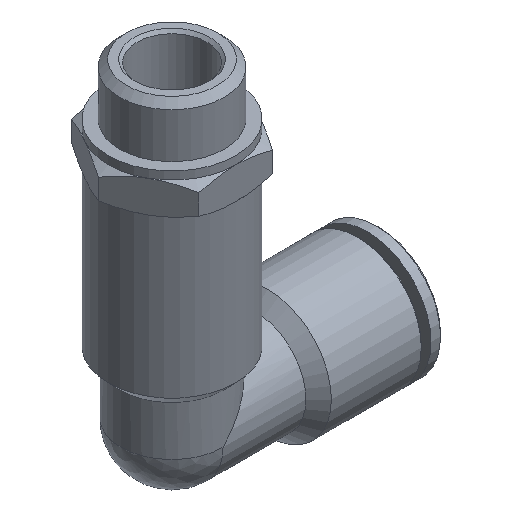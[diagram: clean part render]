
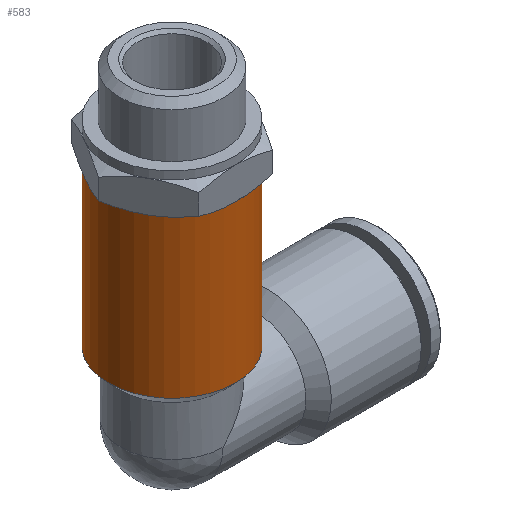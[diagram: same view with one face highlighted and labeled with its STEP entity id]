
A CAD part, isometric view. The second image highlights one B-rep face of the part: STEP entity #583.
In plain terms, the highlighted cylindrical face has radius 8 mm (diameter 16 mm), a full revolution.
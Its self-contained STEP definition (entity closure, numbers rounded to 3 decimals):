
#188=ORIENTED_EDGE('',*,*,#292,.F.);
#189=ORIENTED_EDGE('',*,*,#291,.F.);
#190=ORIENTED_EDGE('',*,*,#290,.F.);
#191=ORIENTED_EDGE('',*,*,#295,.F.);
#192=ORIENTED_EDGE('',*,*,#294,.F.);
#193=ORIENTED_EDGE('',*,*,#293,.F.);
#194=ORIENTED_EDGE('',*,*,#247,.T.);
#247=EDGE_CURVE('',#320,#320,#369,.T.);
#290=EDGE_CURVE('',#349,#348,#381,.T.);
#291=EDGE_CURVE('',#348,#346,#382,.T.);
#292=EDGE_CURVE('',#346,#344,#383,.T.);
#293=EDGE_CURVE('',#344,#342,#384,.T.);
#294=EDGE_CURVE('',#342,#340,#385,.T.);
#295=EDGE_CURVE('',#340,#349,#386,.T.);
#320=VERTEX_POINT('',#908);
#340=VERTEX_POINT('',#1010);
#342=VERTEX_POINT('',#1022);
#344=VERTEX_POINT('',#1034);
#346=VERTEX_POINT('',#1046);
#348=VERTEX_POINT('',#1058);
#349=VERTEX_POINT('',#1068);
#369=CIRCLE('',#627,8.);
#381=CIRCLE('',#657,8.);
#382=CIRCLE('',#659,8.);
#383=CIRCLE('',#661,8.);
#384=CIRCLE('',#663,8.);
#385=CIRCLE('',#665,8.);
#386=CIRCLE('',#667,8.);
#436=EDGE_LOOP('',(#188,#189,#190,#191,#192,#193));
#437=EDGE_LOOP('',(#194));
#507=FACE_BOUND('',#436,.T.);
#508=FACE_BOUND('',#437,.T.);
#550=CYLINDRICAL_SURFACE('',#666,8.);
#583=ADVANCED_FACE('',(#507,#508),#550,.T.);
#627=AXIS2_PLACEMENT_3D('',#907,#727,#728);
#657=AXIS2_PLACEMENT_3D('',#1074,#793,#794);
#659=AXIS2_PLACEMENT_3D('',#1076,#797,#798);
#661=AXIS2_PLACEMENT_3D('',#1078,#801,#802);
#663=AXIS2_PLACEMENT_3D('',#1080,#805,#806);
#665=AXIS2_PLACEMENT_3D('',#1082,#809,#810);
#666=AXIS2_PLACEMENT_3D('',#1083,#811,#812);
#667=AXIS2_PLACEMENT_3D('',#1084,#813,#814);
#727=DIRECTION('',(0.,0.,1.));
#728=DIRECTION('',(1.,0.,0.));
#793=DIRECTION('',(0.,0.,1.));
#794=DIRECTION('',(1.,0.,0.));
#797=DIRECTION('',(0.,0.,1.));
#798=DIRECTION('',(1.,0.,0.));
#801=DIRECTION('',(0.,0.,1.));
#802=DIRECTION('',(1.,0.,0.));
#805=DIRECTION('',(0.,0.,1.));
#806=DIRECTION('',(1.,0.,0.));
#809=DIRECTION('',(0.,0.,1.));
#810=DIRECTION('',(1.,0.,0.));
#811=DIRECTION('',(0.,0.,1.));
#812=DIRECTION('',(1.,0.,0.));
#813=DIRECTION('',(0.,0.,1.));
#814=DIRECTION('',(1.,0.,0.));
#907=CARTESIAN_POINT('',(0.,0.,-24.7));
#908=CARTESIAN_POINT('',(8.,0.,-24.7));
#1010=CARTESIAN_POINT('',(-6.928,4.,-5.));
#1022=CARTESIAN_POINT('',(0.,8.,-5.));
#1034=CARTESIAN_POINT('',(6.928,4.,-5.));
#1046=CARTESIAN_POINT('',(6.928,-4.,-5.));
#1058=CARTESIAN_POINT('',(0.,-8.,-5.));
#1068=CARTESIAN_POINT('',(-6.928,-4.,-5.));
#1074=CARTESIAN_POINT('',(0.,0.,-5.));
#1076=CARTESIAN_POINT('',(0.,0.,-5.));
#1078=CARTESIAN_POINT('',(0.,0.,-5.));
#1080=CARTESIAN_POINT('',(0.,0.,-5.));
#1082=CARTESIAN_POINT('',(0.,0.,-5.));
#1083=CARTESIAN_POINT('',(0.,0.,6.5));
#1084=CARTESIAN_POINT('',(0.,0.,-5.));
